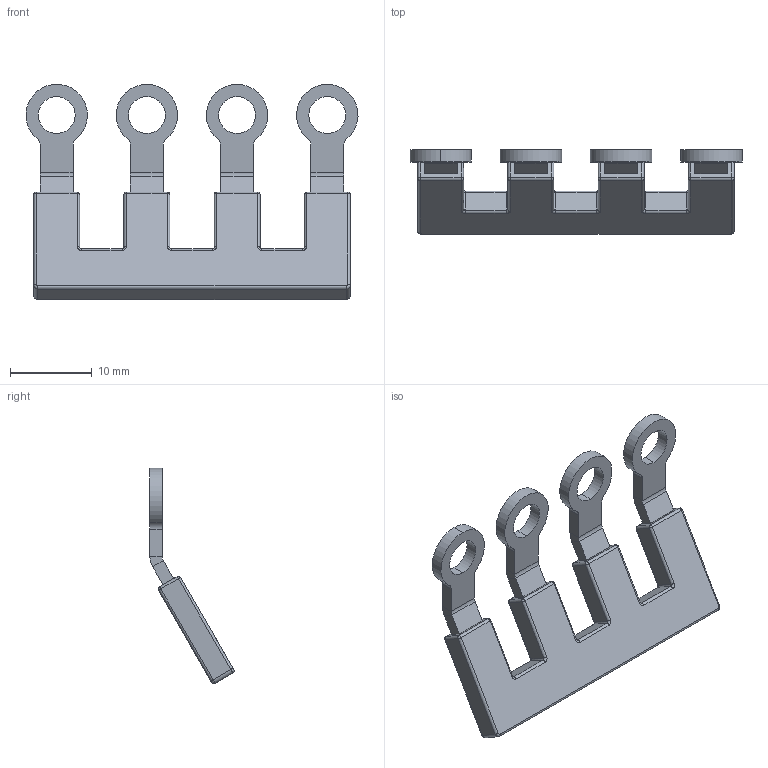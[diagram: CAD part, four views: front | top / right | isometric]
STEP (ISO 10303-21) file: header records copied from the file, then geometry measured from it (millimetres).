
FILE_DESCRIPTION (( 'STEP AP214' ), '1' );
FILE_NAME ('TKO_PB 6_4.STP', '2013-06-19T08:03:51', ( 'gurcan' ), ( '' ), 'SwSTEP 2.0', 'SolidWorks 2013', '' );
FILE_SCHEMA (( 'AUTOMOTIVE_DESIGN' ));
Length unit declared in the file: millimetre
Products named in the file (1): TKO_PB 6_4
Bounding box: 40.49 x 10.28 x 26.26 mm (x, y, z)
Volume: 1554.4 mm3; surface area: 1994.1 mm2
Topology: 1 solids, 2 shells, 175 faces, 405 edges, 222 vertices
Faces by surface type: cylinder 77, plane 66, torus 16, sphere 16
Entity records: 6730 total; most frequent: DIRECTION 911, CARTESIAN_POINT 787, ORIENTED_EDGE 778, EDGE_CURVE 389, AXIS2_PLACEMENT_3D 346, VERTEX_POINT 222, VECTOR 219, LINE 219
